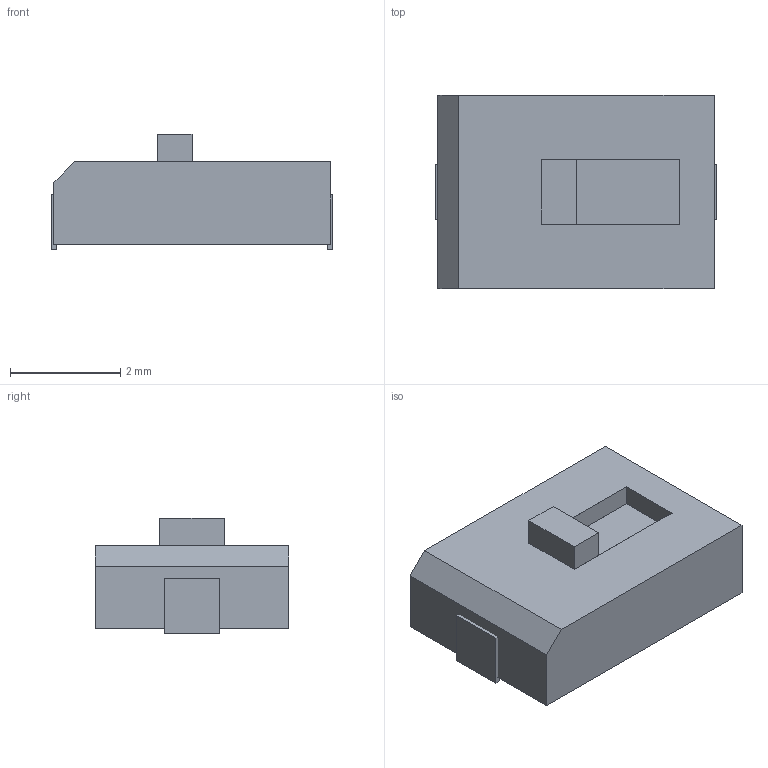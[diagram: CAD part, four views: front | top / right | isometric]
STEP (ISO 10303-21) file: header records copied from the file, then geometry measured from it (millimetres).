
FILE_DESCRIPTION(/* description */ ('model of SW_SPST_EVQPE1'),/* implementation_level */ '2;1');
FILE_NAME(/* name */ 'SW_SPST_EVQPE1.step',/* time_stamp */ '2017-10-30T19:22:35',/* author */ ('kicad StepUp','ksu'),/* organization */ ('FreeCAD'),/* preprocessor_version */ 'OCC',/* originating_system */ 'kicad StepUp',/* authorisation */ '');
FILE_SCHEMA(('AUTOMOTIVE_DESIGN { 1 0 10303 214 1 1 1 1 }'));
Length unit declared in the file: millimetre
Products named in the file (5): ASSEMBLY; SW_SPST_EVQPE002; Shape0_306752862737; Shape0_0812142154717; SW_SPST_EVQPE1
Assembly tree (4 placements, depth 2):
  ASSEMBLY
    SW_SPST_EVQPE002
    Shape0_306752862737
    Shape0_0812142154717
    SW_SPST_EVQPE1
Bounding box: 5.1 x 3.5 x 2.1 mm (x, y, z)
Surface area: 135.4 mm2
Topology: 5 solids, 5 shells, 46 faces, 100 edges, 66 vertices
Faces by surface type: plane 46
Entity records: 715 total; most frequent: ORIENTED_EDGE 120, EDGE_CURVE 75, LINE 62, CARTESIAN_POINT 56, ADVANCED_FACE 43, VERTEX_POINT 42, AXIS2_PLACEMENT_3D 41, FACE_BOUND 41
